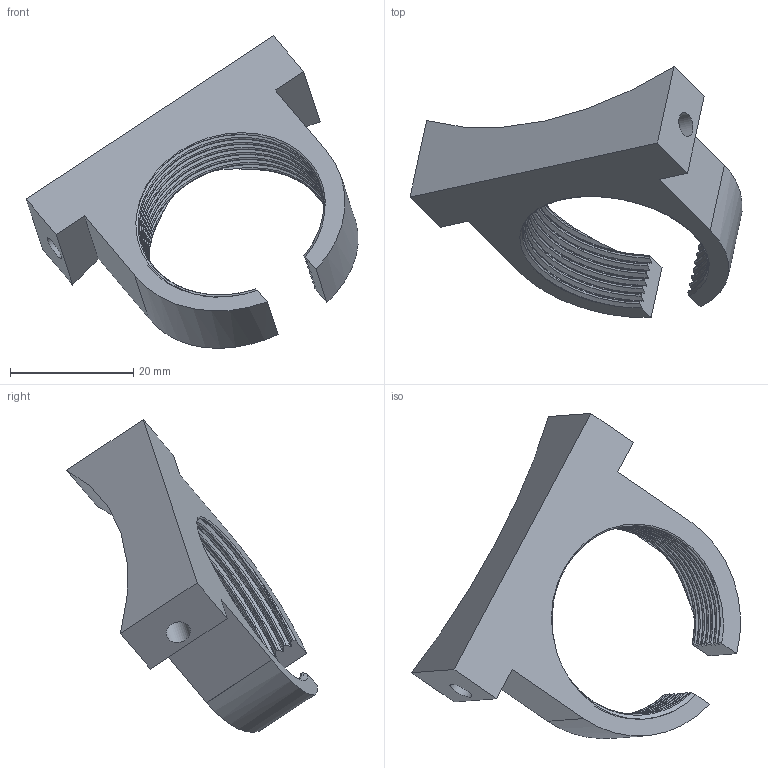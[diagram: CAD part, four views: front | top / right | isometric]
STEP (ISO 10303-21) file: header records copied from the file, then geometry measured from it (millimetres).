
FILE_DESCRIPTION(/* description */ (''),/* implementation_level */ '2;1');
FILE_NAME(/* name */ 'Old_eyepiece_holder.step',/* time_stamp */ '2025-12-28T11:19:56+01:00',/* author */ (''),/* organization */ (''),/* preprocessor_version */ 'ST-DEVELOPER v20.1',/* originating_system */ 'Autodesk Translation Framework v14.21.0.0',/* authorisation */ '');
FILE_SCHEMA (('AUTOMOTIVE_DESIGN { 1 0 10303 214 3 1 1 }'));
Length unit declared in the file: millimetre
Products named in the file (1): Old_eyepiece_holder
Bounding box: 53.78 x 40.62 x 50.64 mm (x, y, z)
Volume: 8257.9 mm3; surface area: 5717.3 mm2
Topology: 1 solids, 1 shells, 75 faces, 221 edges, 148 vertices
Faces by surface type: bspline 39, cylinder 23, plane 12, torus 1
Full cylindrical faces by diameter (mm): 4 x1
Entity records: 6400 total; most frequent: CARTESIAN_POINT 4776, ORIENTED_EDGE 442, EDGE_CURVE 221, B_SPLINE_CURVE_WITH_KNOTS 156, DIRECTION 149, VERTEX_POINT 148, EDGE_LOOP 77, FACE_OUTER_BOUND 75
